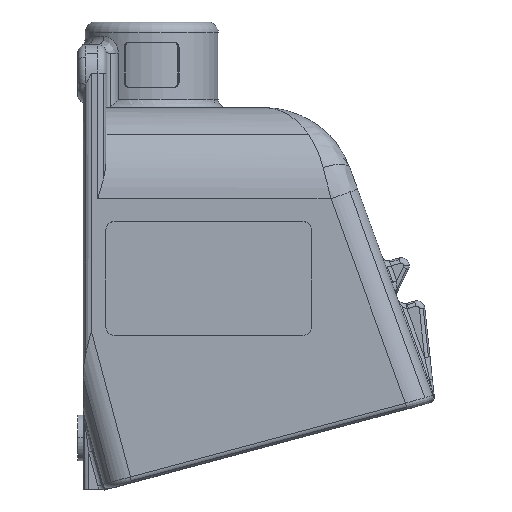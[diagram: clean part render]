
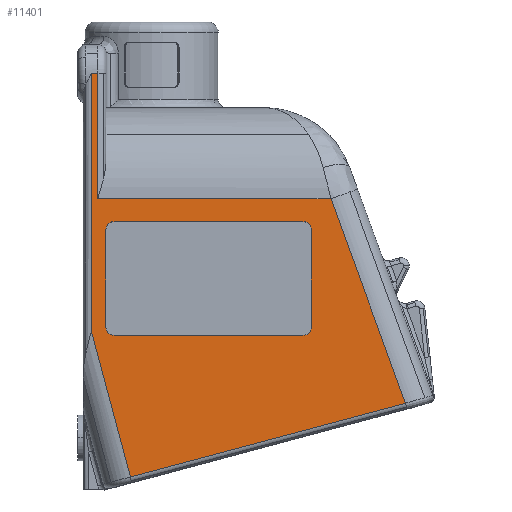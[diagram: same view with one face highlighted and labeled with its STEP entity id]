
A CAD part, top view. The second image highlights one B-rep face of the part: STEP entity #11401.
In plain terms, the highlighted planar face has unit normal (0, 0, 1).
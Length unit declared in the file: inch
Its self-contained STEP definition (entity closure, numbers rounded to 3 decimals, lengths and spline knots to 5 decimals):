
#187 = CARTESIAN_POINT ( 'NONE',  ( 0.04975, -2.01178, 1.875 ) ) ;
#332 = DIRECTION ( 'NONE',  ( 0., 0., -1. ) ) ;
#362 = CARTESIAN_POINT ( 'NONE',  ( 0.04975, -0.76178, 1.875 ) ) ;
#520 = CARTESIAN_POINT ( 'NONE',  ( 0.68133, -0.76178, 1.875 ) ) ;
#556 = CARTESIAN_POINT ( 'NONE',  ( 2.11975, -0.76178, 1.875 ) ) ;
#639 = EDGE_CURVE ( 'NONE', #8828, #4657, #1612, .T. ) ;
#872 = VERTEX_POINT ( 'NONE', #556 ) ;
#940 = CARTESIAN_POINT ( 'NONE',  ( 2.20975, -1.92178, 1.875 ) ) ;
#1023 = EDGE_CURVE ( 'NONE', #8189, #7285, #1835, .T. ) ;
#1104 = EDGE_CURVE ( 'NONE', #8915, #2103, #1666, .T. ) ;
#1210 = DIRECTION ( 'NONE',  ( -1., 0., 0. ) ) ;
#1281 = CARTESIAN_POINT ( 'NONE',  ( 2.11975, -0.85178, 1.875 ) ) ;
#1365 = EDGE_CURVE ( 'NONE', #4657, #8189, #5328, .T. ) ;
#1369 = VERTEX_POINT ( 'NONE', #1627 ) ;
#1419 = DIRECTION ( 'NONE',  ( 0., 0., -1. ) ) ;
#1430 = DIRECTION ( 'NONE',  ( 1., 0., 0. ) ) ;
#1591 = CARTESIAN_POINT ( 'NONE',  ( 1.85311, -0.51178, 1.875 ) ) ;
#1612 = CIRCLE ( 'NONE', #3623, 0.09 ) ;
#1627 = CARTESIAN_POINT ( 'NONE',  ( -0.04025, -0.85178, 1.875 ) ) ;
#1661 = EDGE_CURVE ( 'NONE', #2103, #14382, #5804, .T. ) ;
#1666 = LINE ( 'NONE', #12241, #3879 ) ;
#1835 = CIRCLE ( 'NONE', #7843, 0.09 ) ;
#2103 = VERTEX_POINT ( 'NONE', #13600 ) ;
#2224 = LINE ( 'NONE', #15169, #4105 ) ;
#2228 = DIRECTION ( 'NONE',  ( 0., 1., 0. ) ) ;
#2375 = EDGE_CURVE ( 'NONE', #7285, #1369, #3553, .T. ) ;
#2391 = CIRCLE ( 'NONE', #11147, 0.09 ) ;
#2592 = VECTOR ( 'NONE', #8699, 39.37008 ) ;
#2635 = CARTESIAN_POINT ( 'NONE',  ( -0.20025, -1.96992, 1.875 ) ) ;
#2759 = DIRECTION ( 'NONE',  ( 0.342, -0.94, 0. ) ) ;
#2871 = CIRCLE ( 'NONE', #10133, 0.09 ) ;
#2993 = LINE ( 'NONE', #7775, #9827 ) ;
#3553 = LINE ( 'NONE', #5992, #12638 ) ;
#3623 = AXIS2_PLACEMENT_3D ( 'NONE', #12563, #6844, #10292 ) ;
#3879 = VECTOR ( 'NONE', #13816, 39.37008 ) ;
#3911 = CARTESIAN_POINT ( 'NONE',  ( 2.20975, -1.18677, 1.875 ) ) ;
#3915 = CARTESIAN_POINT ( 'NONE',  ( 1.71633, -2.01178, 1.875 ) ) ;
#3970 = LINE ( 'NONE', #520, #11680 ) ;
#4087 = CARTESIAN_POINT ( 'NONE',  ( 2.20975, -0.85178, 1.875 ) ) ;
#4093 = DIRECTION ( 'NONE',  ( 0., -1., 0. ) ) ;
#4105 = VECTOR ( 'NONE', #15254, 39.37008 ) ;
#4109 = LINE ( 'NONE', #1591, #9604 ) ;
#4414 = EDGE_LOOP ( 'NONE', ( #9512, #6425, #11084, #4419, #11995, #5752, #10010 ) ) ;
#4419 = ORIENTED_EDGE ( 'NONE', *, *, #10494, .F. ) ;
#4657 = VERTEX_POINT ( 'NONE', #12974 ) ;
#4928 = EDGE_CURVE ( 'NONE', #14606, #10666, #5356, .T. ) ;
#5198 = FACE_BOUND ( 'NONE', #10322, .T. ) ;
#5218 = ORIENTED_EDGE ( 'NONE', *, *, #9605, .T. ) ;
#5306 = DIRECTION ( 'NONE',  ( 1., 0., 0. ) ) ;
#5328 = LINE ( 'NONE', #3915, #2592 ) ;
#5356 = LINE ( 'NONE', #10127, #5443 ) ;
#5443 = VECTOR ( 'NONE', #2759, 39.37008 ) ;
#5478 = VERTEX_POINT ( 'NONE', #10932 ) ;
#5588 = CARTESIAN_POINT ( 'NONE',  ( 1.3129, -1.52175, 1.875 ) ) ;
#5752 = ORIENTED_EDGE ( 'NONE', *, *, #4928, .F. ) ;
#5804 = LINE ( 'NONE', #9396, #12879 ) ;
#5992 = CARTESIAN_POINT ( 'NONE',  ( -0.04025, -1.72177, 1.875 ) ) ;
#6277 = ORIENTED_EDGE ( 'NONE', *, *, #14122, .T. ) ;
#6425 = ORIENTED_EDGE ( 'NONE', *, *, #1661, .F. ) ;
#6844 = DIRECTION ( 'NONE',  ( 0., 0., -1. ) ) ;
#6994 = VECTOR ( 'NONE', #9499, 39.37008 ) ;
#7074 = LINE ( 'NONE', #11850, #6994 ) ;
#7196 = EDGE_CURVE ( 'NONE', #10666, #15085, #7074, .T. ) ;
#7247 = DIRECTION ( 'NONE',  ( 0., 0., -1. ) ) ;
#7285 = VERTEX_POINT ( 'NONE', #12626 ) ;
#7375 = DIRECTION ( 'NONE',  ( 0., -1., 0. ) ) ;
#7382 = CARTESIAN_POINT ( 'NONE',  ( -0.13025, 0.86322, 1.875 ) ) ;
#7459 = ORIENTED_EDGE ( 'NONE', *, *, #13453, .T. ) ;
#7653 = EDGE_CURVE ( 'NONE', #9737, #8828, #13793, .T. ) ;
#7775 = CARTESIAN_POINT ( 'NONE',  ( -0.13025, -0.17177, 1.875 ) ) ;
#7843 = AXIS2_PLACEMENT_3D ( 'NONE', #12166, #332, #1430 ) ;
#8096 = ORIENTED_EDGE ( 'NONE', *, *, #1023, .T. ) ;
#8189 = VERTEX_POINT ( 'NONE', #187 ) ;
#8411 = CARTESIAN_POINT ( 'NONE',  ( 0.04975, -0.85178, 1.875 ) ) ;
#8658 = ORIENTED_EDGE ( 'NONE', *, *, #639, .T. ) ;
#8699 = DIRECTION ( 'NONE',  ( -1., 0., 0. ) ) ;
#8828 = VERTEX_POINT ( 'NONE', #940 ) ;
#8846 = VERTEX_POINT ( 'NONE', #362 ) ;
#8915 = VERTEX_POINT ( 'NONE', #2635 ) ;
#9263 = CARTESIAN_POINT ( 'NONE',  ( 2.42739, -0.51178, 1.875 ) ) ;
#9341 = DIRECTION ( 'NONE',  ( 1., 0., 0. ) ) ;
#9396 = CARTESIAN_POINT ( 'NONE',  ( 0.57383, 0.86322, 1.875 ) ) ;
#9499 = DIRECTION ( 'NONE',  ( -0.966, -0.259, 0. ) ) ;
#9512 = ORIENTED_EDGE ( 'NONE', *, *, #11376, .F. ) ;
#9604 = VECTOR ( 'NONE', #14934, 39.37008 ) ;
#9605 = EDGE_CURVE ( 'NONE', #1369, #8846, #2871, .T. ) ;
#9719 = VECTOR ( 'NONE', #13553, 39.37008 ) ;
#9737 = VERTEX_POINT ( 'NONE', #4087 ) ;
#9810 = CARTESIAN_POINT ( 'NONE',  ( 3.24391, -2.75516, 1.875 ) ) ;
#9827 = VECTOR ( 'NONE', #4093, 39.37008 ) ;
#9962 = PLANE ( 'NONE',  #12585 ) ;
#10010 = ORIENTED_EDGE ( 'NONE', *, *, #10404, .F. ) ;
#10127 = CARTESIAN_POINT ( 'NONE',  ( 2.9477, -1.94133, 1.875 ) ) ;
#10133 = AXIS2_PLACEMENT_3D ( 'NONE', #8411, #1419, #7375 ) ;
#10292 = DIRECTION ( 'NONE',  ( 0., 1., 0. ) ) ;
#10322 = EDGE_LOOP ( 'NONE', ( #5218, #6277, #7459, #14520, #8658, #12991, #8096, #11532 ) ) ;
#10404 = EDGE_CURVE ( 'NONE', #5478, #14606, #4109, .T. ) ;
#10494 = EDGE_CURVE ( 'NONE', #15085, #8915, #2224, .T. ) ;
#10666 = VERTEX_POINT ( 'NONE', #9810 ) ;
#10932 = CARTESIAN_POINT ( 'NONE',  ( -0.13025, -0.51178, 1.875 ) ) ;
#11084 = ORIENTED_EDGE ( 'NONE', *, *, #1104, .F. ) ;
#11147 = AXIS2_PLACEMENT_3D ( 'NONE', #1281, #7247, #1210 ) ;
#11376 = EDGE_CURVE ( 'NONE', #14382, #5478, #2993, .T. ) ;
#11401 = ADVANCED_FACE ( 'NONE', ( #5198, #13662 ), #9962, .T. ) ;
#11532 = ORIENTED_EDGE ( 'NONE', *, *, #2375, .T. ) ;
#11680 = VECTOR ( 'NONE', #5306, 39.37008 ) ;
#11850 = CARTESIAN_POINT ( 'NONE',  ( 0.83897, -3.39956, 1.875 ) ) ;
#11995 = ORIENTED_EDGE ( 'NONE', *, *, #7196, .F. ) ;
#12166 = CARTESIAN_POINT ( 'NONE',  ( 0.04975, -1.92178, 1.875 ) ) ;
#12241 = CARTESIAN_POINT ( 'NONE',  ( -0.20025, -0.51677, 1.875 ) ) ;
#12563 = CARTESIAN_POINT ( 'NONE',  ( 2.11975, -1.92178, 1.875 ) ) ;
#12585 = AXIS2_PLACEMENT_3D ( 'NONE', #5588, #15392, #9341 ) ;
#12626 = CARTESIAN_POINT ( 'NONE',  ( -0.04025, -1.92178, 1.875 ) ) ;
#12638 = VECTOR ( 'NONE', #2228, 39.37008 ) ;
#12879 = VECTOR ( 'NONE', #14493, 39.37008 ) ;
#12974 = CARTESIAN_POINT ( 'NONE',  ( 2.11975, -2.01178, 1.875 ) ) ;
#12991 = ORIENTED_EDGE ( 'NONE', *, *, #1365, .T. ) ;
#13453 = EDGE_CURVE ( 'NONE', #872, #9737, #2391, .T. ) ;
#13553 = DIRECTION ( 'NONE',  ( 0., -1., 0. ) ) ;
#13600 = CARTESIAN_POINT ( 'NONE',  ( -0.20025, 0.86322, 1.875 ) ) ;
#13662 = FACE_OUTER_BOUND ( 'NONE', #4414, .T. ) ;
#13793 = LINE ( 'NONE', #3911, #9719 ) ;
#13816 = DIRECTION ( 'NONE',  ( 0., 1., 0. ) ) ;
#13921 = CARTESIAN_POINT ( 'NONE',  ( 0.22677, -3.56359, 1.875 ) ) ;
#14122 = EDGE_CURVE ( 'NONE', #8846, #872, #3970, .T. ) ;
#14382 = VERTEX_POINT ( 'NONE', #7382 ) ;
#14493 = DIRECTION ( 'NONE',  ( 1., 0., 0. ) ) ;
#14520 = ORIENTED_EDGE ( 'NONE', *, *, #7653, .T. ) ;
#14606 = VERTEX_POINT ( 'NONE', #9263 ) ;
#14934 = DIRECTION ( 'NONE',  ( 1., 0., 0. ) ) ;
#15085 = VERTEX_POINT ( 'NONE', #13921 ) ;
#15169 = CARTESIAN_POINT ( 'NONE',  ( -0.10087, -2.34081, 1.875 ) ) ;
#15254 = DIRECTION ( 'NONE',  ( -0.259, 0.966, 0. ) ) ;
#15392 = DIRECTION ( 'NONE',  ( 0., 0., 1. ) ) ;
